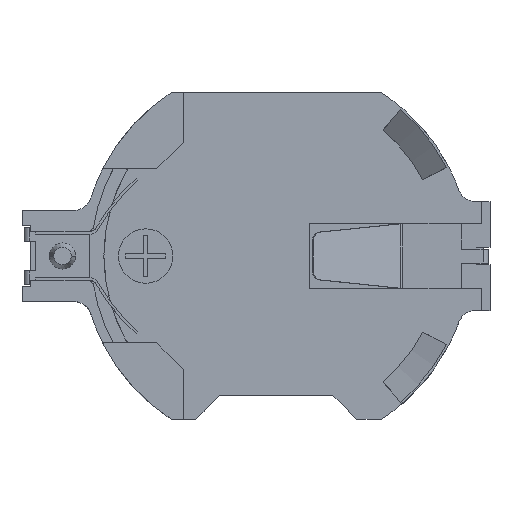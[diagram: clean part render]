
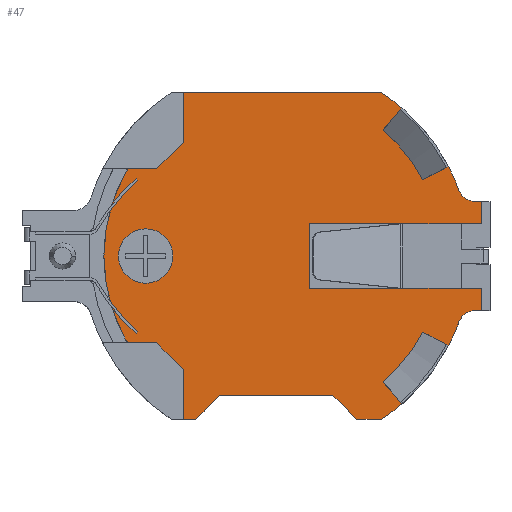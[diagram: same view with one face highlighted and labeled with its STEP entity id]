
A CAD part, top view. The second image highlights one B-rep face of the part: STEP entity #47.
In plain terms, the highlighted planar face has unit normal (0, 0, 1).
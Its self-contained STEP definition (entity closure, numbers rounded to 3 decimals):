
#47=ADVANCED_FACE('',(#216,#217),#218,.T.);
#216=FACE_OUTER_BOUND('',#557,.T.);
#217=FACE_BOUND('',#558,.T.);
#218=PLANE('',#559);
#557=EDGE_LOOP('',(#905,#906,#907,#908,#909,#910,#911,#912,#913,#914,#915,#916,#917,#918,#919,#920,#921,#922,#923,#924,#925,#926,#927,#928,#929,#930,#931,#932,#933));
#558=EDGE_LOOP('',(#934,#935));
#559=AXIS2_PLACEMENT_3D('',#936,#937,#938);
#905=ORIENTED_EDGE('',*,*,#2319,.F.);
#906=ORIENTED_EDGE('',*,*,#2320,.T.);
#907=ORIENTED_EDGE('',*,*,#2321,.T.);
#908=ORIENTED_EDGE('',*,*,#2322,.T.);
#909=ORIENTED_EDGE('',*,*,#2323,.T.);
#910=ORIENTED_EDGE('',*,*,#2324,.F.);
#911=ORIENTED_EDGE('',*,*,#2325,.F.);
#912=ORIENTED_EDGE('',*,*,#2326,.T.);
#913=ORIENTED_EDGE('',*,*,#2327,.T.);
#914=ORIENTED_EDGE('',*,*,#2328,.T.);
#915=ORIENTED_EDGE('',*,*,#2314,.T.);
#916=ORIENTED_EDGE('',*,*,#2329,.T.);
#917=ORIENTED_EDGE('',*,*,#2330,.F.);
#918=ORIENTED_EDGE('',*,*,#2331,.T.);
#919=ORIENTED_EDGE('',*,*,#2332,.T.);
#920=ORIENTED_EDGE('',*,*,#2333,.T.);
#921=ORIENTED_EDGE('',*,*,#2334,.T.);
#922=ORIENTED_EDGE('',*,*,#2335,.T.);
#923=ORIENTED_EDGE('',*,*,#2336,.T.);
#924=ORIENTED_EDGE('',*,*,#2337,.T.);
#925=ORIENTED_EDGE('',*,*,#2338,.F.);
#926=ORIENTED_EDGE('',*,*,#2339,.T.);
#927=ORIENTED_EDGE('',*,*,#2340,.T.);
#928=ORIENTED_EDGE('',*,*,#2341,.T.);
#929=ORIENTED_EDGE('',*,*,#2342,.T.);
#930=ORIENTED_EDGE('',*,*,#2343,.F.);
#931=ORIENTED_EDGE('',*,*,#2344,.T.);
#932=ORIENTED_EDGE('',*,*,#2345,.F.);
#933=ORIENTED_EDGE('',*,*,#2346,.T.);
#934=ORIENTED_EDGE('',*,*,#2347,.F.);
#935=ORIENTED_EDGE('',*,*,#2348,.F.);
#936=CARTESIAN_POINT('',(0.0,0.0,0.0));
#937=DIRECTION('',(0.0,0.0,1.0));
#938=DIRECTION('',(1.0,0.0,0.0));
#2314=EDGE_CURVE('',#2774,#2771,#2775,.T.);
#2319=EDGE_CURVE('',#2783,#2784,#2785,.T.);
#2320=EDGE_CURVE('',#2783,#2786,#2787,.T.);
#2321=EDGE_CURVE('',#2786,#2788,#2789,.T.);
#2322=EDGE_CURVE('',#2788,#2790,#2791,.T.);
#2323=EDGE_CURVE('',#2790,#2792,#2793,.T.);
#2324=EDGE_CURVE('',#2794,#2792,#2795,.T.);
#2325=EDGE_CURVE('',#2796,#2794,#2797,.T.);
#2326=EDGE_CURVE('',#2796,#2798,#2799,.T.);
#2327=EDGE_CURVE('',#2798,#2800,#2801,.T.);
#2328=EDGE_CURVE('',#2800,#2774,#2802,.T.);
#2329=EDGE_CURVE('',#2771,#2803,#2804,.T.);
#2330=EDGE_CURVE('',#2805,#2803,#2806,.T.);
#2331=EDGE_CURVE('',#2805,#2807,#2808,.T.);
#2332=EDGE_CURVE('',#2807,#2809,#2810,.T.);
#2333=EDGE_CURVE('',#2809,#2811,#2812,.T.);
#2334=EDGE_CURVE('',#2811,#2813,#2814,.T.);
#2335=EDGE_CURVE('',#2813,#2815,#2816,.T.);
#2336=EDGE_CURVE('',#2815,#2817,#2818,.T.);
#2337=EDGE_CURVE('',#2817,#2819,#2820,.T.);
#2338=EDGE_CURVE('',#2821,#2819,#2822,.T.);
#2339=EDGE_CURVE('',#2821,#2823,#2824,.T.);
#2340=EDGE_CURVE('',#2823,#2825,#2826,.T.);
#2341=EDGE_CURVE('',#2825,#2827,#2828,.T.);
#2342=EDGE_CURVE('',#2827,#2829,#2830,.T.);
#2343=EDGE_CURVE('',#2831,#2829,#2832,.T.);
#2344=EDGE_CURVE('',#2831,#2833,#2834,.T.);
#2345=EDGE_CURVE('',#2835,#2833,#2836,.T.);
#2346=EDGE_CURVE('',#2835,#2784,#2837,.T.);
#2347=EDGE_CURVE('',#2838,#2839,#2840,.T.);
#2348=EDGE_CURVE('',#2839,#2838,#2841,.T.);
#2771=VERTEX_POINT('',#3529);
#2774=VERTEX_POINT('',#3533);
#2775=CIRCLE('',#3534,10.058);
#2783=VERTEX_POINT('',#3544);
#2784=VERTEX_POINT('',#3545);
#2785=LINE('',#3546,#3547);
#2786=VERTEX_POINT('',#3548);
#2787=LINE('',#3549,#3550);
#2788=VERTEX_POINT('',#3551);
#2789=CIRCLE('',#3552,1.016);
#2790=VERTEX_POINT('',#3553);
#2791=CIRCLE('',#3554,11.328);
#2792=VERTEX_POINT('',#3555);
#2793=LINE('',#3556,#3557);
#2794=VERTEX_POINT('',#3558);
#2795=CIRCLE('',#3559,10.058);
#2796=VERTEX_POINT('',#3560);
#2797=LINE('',#3561,#3562);
#2798=VERTEX_POINT('',#3563);
#2799=CIRCLE('',#3564,11.328);
#2800=VERTEX_POINT('',#3565);
#2801=LINE('',#3566,#3567);
#2802=LINE('',#3568,#3569);
#2803=VERTEX_POINT('',#3570);
#2804=CIRCLE('',#3571,10.058);
#2805=VERTEX_POINT('',#3572);
#2806=LINE('',#3573,#3574);
#2807=VERTEX_POINT('',#3575);
#2808=LINE('',#3576,#3577);
#2809=VERTEX_POINT('',#3578);
#2810=LINE('',#3579,#3580);
#2811=VERTEX_POINT('',#3581);
#2812=LINE('',#3582,#3583);
#2813=VERTEX_POINT('',#3584);
#2814=LINE('',#3585,#3586);
#2815=VERTEX_POINT('',#3587);
#2816=LINE('',#3588,#3589);
#2817=VERTEX_POINT('',#3590);
#2818=CIRCLE('',#3591,11.328);
#2819=VERTEX_POINT('',#3592);
#2820=LINE('',#3593,#3594);
#2821=VERTEX_POINT('',#3595);
#2822=CIRCLE('',#3596,10.058);
#2823=VERTEX_POINT('',#3597);
#2824=LINE('',#3598,#3599);
#2825=VERTEX_POINT('',#3600);
#2826=CIRCLE('',#3601,11.328);
#2827=VERTEX_POINT('',#3602);
#2828=CIRCLE('',#3603,1.016);
#2829=VERTEX_POINT('',#3604);
#2830=LINE('',#3605,#3606);
#2831=VERTEX_POINT('',#3607);
#2832=LINE('',#3608,#3609);
#2833=VERTEX_POINT('',#3610);
#2834=LINE('',#3611,#3612);
#2835=VERTEX_POINT('',#3613);
#2836=LINE('',#3614,#3615);
#2837=LINE('',#3616,#3617);
#2838=VERTEX_POINT('',#3618);
#2839=VERTEX_POINT('',#3619);
#2840=CIRCLE('',#3620,1.588);
#2841=CIRCLE('',#3621,1.588);
#3529=CARTESIAN_POINT('',(-10.058,0.,0.0));
#3533=CARTESIAN_POINT('',(-5.436,8.463,0.0));
#3534=AXIS2_PLACEMENT_3D('',#4636,#4637,#4638);
#3544=CARTESIAN_POINT('',(11.963,3.175,0.0));
#3545=CARTESIAN_POINT('',(11.963,1.88,0.0));
#3546=CARTESIAN_POINT('',(11.963,3.175,0.0));
#3547=VECTOR('',#4647,1.295);
#3548=CARTESIAN_POINT('',(11.611,3.175,0.0));
#3549=CARTESIAN_POINT('',(11.963,3.175,0.0));
#3550=VECTOR('',#4648,0.352);
#3551=CARTESIAN_POINT('',(10.656,3.846,0.0));
#3552=AXIS2_PLACEMENT_3D('',#4649,#4650,#4651);
#3553=CARTESIAN_POINT('',(10.048,5.231,0.0));
#3554=AXIS2_PLACEMENT_3D('',#4652,#4653,#4654);
#3555=CARTESIAN_POINT('',(8.922,4.644,0.0));
#3556=CARTESIAN_POINT('',(10.048,5.231,0.0));
#3557=VECTOR('',#4655,1.27);
#3558=CARTESIAN_POINT('',(6.51,7.668,0.0));
#3559=AXIS2_PLACEMENT_3D('',#4656,#4657,#4658);
#3560=CARTESIAN_POINT('',(7.332,8.636,0.0));
#3561=CARTESIAN_POINT('',(7.332,8.636,0.0));
#3562=VECTOR('',#4659,1.27);
#3563=CARTESIAN_POINT('',(6.132,9.525,0.0));
#3564=AXIS2_PLACEMENT_3D('',#4660,#4661,#4662);
#3565=CARTESIAN_POINT('',(-5.436,9.525,0.0));
#3566=CARTESIAN_POINT('',(6.132,9.525,0.0));
#3567=VECTOR('',#4663,11.568);
#3568=CARTESIAN_POINT('',(-5.436,9.525,0.0));
#3569=VECTOR('',#4664,1.062);
#3570=CARTESIAN_POINT('',(-5.436,-8.463,0.0));
#3571=AXIS2_PLACEMENT_3D('',#4665,#4666,#4667);
#3572=CARTESIAN_POINT('',(-5.436,-9.525,0.0));
#3573=CARTESIAN_POINT('',(-5.436,-9.525,0.0));
#3574=VECTOR('',#4668,1.062);
#3575=CARTESIAN_POINT('',(-4.699,-9.525,0.0));
#3576=CARTESIAN_POINT('',(-5.436,-9.525,0.0));
#3577=VECTOR('',#4669,0.737);
#3578=CARTESIAN_POINT('',(-3.302,-8.128,0.0));
#3579=CARTESIAN_POINT('',(-4.699,-9.525,0.0));
#3580=VECTOR('',#4670,1.976);
#3581=CARTESIAN_POINT('',(3.302,-8.128,0.0));
#3582=CARTESIAN_POINT('',(-3.302,-8.128,0.0));
#3583=VECTOR('',#4671,6.604);
#3584=CARTESIAN_POINT('',(4.699,-9.525,0.0));
#3585=CARTESIAN_POINT('',(3.302,-8.128,0.0));
#3586=VECTOR('',#4672,1.976);
#3587=CARTESIAN_POINT('',(6.132,-9.525,0.0));
#3588=CARTESIAN_POINT('',(4.699,-9.525,0.0));
#3589=VECTOR('',#4673,1.433);
#3590=CARTESIAN_POINT('',(7.332,-8.636,0.0));
#3591=AXIS2_PLACEMENT_3D('',#4674,#4675,#4676);
#3592=CARTESIAN_POINT('',(6.51,-7.668,0.0));
#3593=CARTESIAN_POINT('',(7.332,-8.636,0.0));
#3594=VECTOR('',#4677,1.27);
#3595=CARTESIAN_POINT('',(8.922,-4.644,0.0));
#3596=AXIS2_PLACEMENT_3D('',#4678,#4679,#4680);
#3597=CARTESIAN_POINT('',(10.048,-5.231,0.0));
#3598=CARTESIAN_POINT('',(8.922,-4.644,0.0));
#3599=VECTOR('',#4681,1.27);
#3600=CARTESIAN_POINT('',(10.656,-3.846,0.0));
#3601=AXIS2_PLACEMENT_3D('',#4682,#4683,#4684);
#3602=CARTESIAN_POINT('',(11.611,-3.175,0.0));
#3603=AXIS2_PLACEMENT_3D('',#4685,#4686,#4687);
#3604=CARTESIAN_POINT('',(11.963,-3.175,0.0));
#3605=CARTESIAN_POINT('',(11.611,-3.175,0.0));
#3606=VECTOR('',#4688,0.352);
#3607=CARTESIAN_POINT('',(11.963,-1.88,0.0));
#3608=CARTESIAN_POINT('',(11.963,-1.88,0.0));
#3609=VECTOR('',#4689,1.295);
#3610=CARTESIAN_POINT('',(1.93,-1.88,0.0));
#3611=CARTESIAN_POINT('',(11.963,-1.88,0.0));
#3612=VECTOR('',#4690,10.033);
#3613=CARTESIAN_POINT('',(1.93,1.88,0.0));
#3614=CARTESIAN_POINT('',(1.93,1.88,0.0));
#3615=VECTOR('',#4691,3.759);
#3616=CARTESIAN_POINT('',(1.93,1.88,0.0));
#3617=VECTOR('',#4692,10.033);
#3618=CARTESIAN_POINT('',(-9.208,0.0,0.0));
#3619=CARTESIAN_POINT('',(-6.033,0.0,0.0));
#3620=AXIS2_PLACEMENT_3D('',#4693,#4694,#4695);
#3621=AXIS2_PLACEMENT_3D('',#4696,#4697,#4698);
#4636=CARTESIAN_POINT('',(0.0,0.0,0.0));
#4637=DIRECTION('',(0.0,0.0,1.0));
#4638=DIRECTION('',(-0.54,0.841,0.0));
#4647=DIRECTION('',(0.0,-1.0,0.0));
#4648=DIRECTION('',(-1.0,0.0,0.0));
#4649=CARTESIAN_POINT('',(11.611,4.191,0.0));
#4650=DIRECTION('',(0.0,0.0,-1.0));
#4651=DIRECTION('',(0.0,-1.0,0.0));
#4652=CARTESIAN_POINT('',(0.0,0.0,0.0));
#4653=DIRECTION('',(0.0,-0.0,1.0));
#4654=DIRECTION('',(0.941,0.34,0.0));
#4655=DIRECTION('',(-0.887,-0.462,0.0));
#4656=CARTESIAN_POINT('',(0.,0.0,0.0));
#4657=DIRECTION('',(0.0,0.0,-1.0));
#4658=DIRECTION('',(0.647,0.762,0.0));
#4659=DIRECTION('',(-0.647,-0.762,0.0));
#4660=CARTESIAN_POINT('',(0.0,0.0,0.0));
#4661=DIRECTION('',(0.0,-0.0,1.0));
#4662=DIRECTION('',(0.647,0.762,0.0));
#4663=DIRECTION('',(-1.0,0.0,0.0));
#4664=DIRECTION('',(0.0,-1.0,0.0));
#4665=CARTESIAN_POINT('',(0.0,0.0,0.0));
#4666=DIRECTION('',(0.0,0.0,1.0));
#4667=DIRECTION('',(-0.54,0.841,0.0));
#4668=DIRECTION('',(0.0,1.0,0.0));
#4669=DIRECTION('',(1.0,0.0,0.0));
#4670=DIRECTION('',(0.707,0.707,0.0));
#4671=DIRECTION('',(1.0,0.0,0.0));
#4672=DIRECTION('',(0.707,-0.707,0.0));
#4673=DIRECTION('',(1.0,0.0,0.0));
#4674=CARTESIAN_POINT('',(0.0,0.0,0.0));
#4675=DIRECTION('',(0.0,0.0,1.0));
#4676=DIRECTION('',(0.541,-0.841,0.0));
#4677=DIRECTION('',(-0.647,0.762,0.0));
#4678=CARTESIAN_POINT('',(0.,0.0,0.0));
#4679=DIRECTION('',(0.0,0.0,-1.0));
#4680=DIRECTION('',(0.887,-0.462,0.0));
#4681=DIRECTION('',(0.887,-0.462,0.0));
#4682=CARTESIAN_POINT('',(0.0,0.0,0.0));
#4683=DIRECTION('',(0.0,0.0,1.0));
#4684=DIRECTION('',(0.887,-0.462,0.0));
#4685=CARTESIAN_POINT('',(11.611,-4.191,0.0));
#4686=DIRECTION('',(0.0,0.0,-1.0));
#4687=DIRECTION('',(-0.941,0.34,0.0));
#4688=DIRECTION('',(1.0,0.0,0.0));
#4689=DIRECTION('',(0.0,-1.0,0.0));
#4690=DIRECTION('',(-1.0,0.0,0.0));
#4691=DIRECTION('',(0.0,-1.0,0.0));
#4692=DIRECTION('',(1.0,0.0,0.0));
#4693=CARTESIAN_POINT('',(-7.62,0.0,0.0));
#4694=DIRECTION('',(0.0,0.0,1.0));
#4695=DIRECTION('',(-1.0,0.0,0.0));
#4696=CARTESIAN_POINT('',(-7.62,0.0,0.0));
#4697=DIRECTION('',(0.0,0.0,1.0));
#4698=DIRECTION('',(1.0,0.0,0.0));
